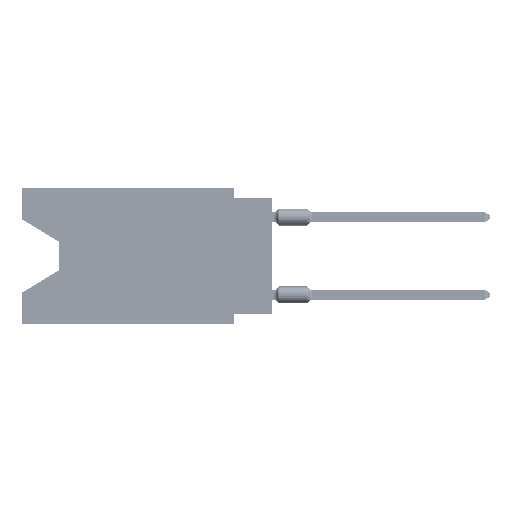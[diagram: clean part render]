
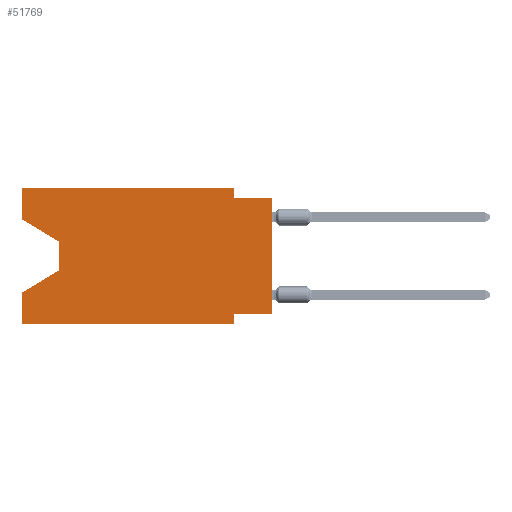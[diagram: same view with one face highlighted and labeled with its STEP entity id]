
A CAD part, left-side view. The second image highlights one B-rep face of the part: STEP entity #51769.
In plain terms, the highlighted planar face has unit normal (-1, 0, 0).
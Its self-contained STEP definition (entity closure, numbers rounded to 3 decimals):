
#1233 = CARTESIAN_POINT ( 'NONE',  ( 0., 13.97, -3.505 ) ) ;
#1552 = EDGE_CURVE ( 'NONE', #43702, #3106, #54547, .T. ) ;
#3106 = VERTEX_POINT ( 'NONE', #37045 ) ;
#4564 = VECTOR ( 'NONE', #11223, 1000. ) ;
#4608 = VERTEX_POINT ( 'NONE', #63891 ) ;
#4702 = DIRECTION ( 'NONE',  ( 0., 0., -1. ) ) ;
#5302 = DIRECTION ( 'NONE',  ( 0., 0., 1. ) ) ;
#5572 = CARTESIAN_POINT ( 'NONE',  ( 0., 0., -8.255 ) ) ;
#6030 = DIRECTION ( 'NONE',  ( 1., 0., 0. ) ) ;
#6909 = EDGE_CURVE ( 'NONE', #35877, #29484, #61897, .T. ) ;
#7491 = CARTESIAN_POINT ( 'NONE',  ( 0., 0., -0.635 ) ) ;
#7683 = CARTESIAN_POINT ( 'NONE',  ( 0., 13.97, -5.385 ) ) ;
#7689 = DIRECTION ( 'NONE',  ( 0., 0., 1. ) ) ;
#10357 = VECTOR ( 'NONE', #5302, 1000. ) ;
#10929 = LINE ( 'NONE', #47534, #16421 ) ;
#11160 = DIRECTION ( 'NONE',  ( 0., 0., -1. ) ) ;
#11223 = DIRECTION ( 'NONE',  ( 0., -1., 0. ) ) ;
#11242 = VERTEX_POINT ( 'NONE', #57609 ) ;
#11257 = ORIENTED_EDGE ( 'NONE', *, *, #64395, .F. ) ;
#11983 = ORIENTED_EDGE ( 'NONE', *, *, #1552, .T. ) ;
#12305 = ORIENTED_EDGE ( 'NONE', *, *, #24949, .T. ) ;
#13055 = VERTEX_POINT ( 'NONE', #7491 ) ;
#14016 = LINE ( 'NONE', #45855, #57863 ) ;
#15670 = DIRECTION ( 'NONE',  ( 0., -0.855, -0.519 ) ) ;
#15996 = ORIENTED_EDGE ( 'NONE', *, *, #51478, .F. ) ;
#16112 = EDGE_CURVE ( 'NONE', #37382, #3106, #14016, .T. ) ;
#16421 = VECTOR ( 'NONE', #26325, 1000. ) ;
#16700 = ORIENTED_EDGE ( 'NONE', *, *, #58802, .F. ) ;
#17459 = EDGE_CURVE ( 'NONE', #58269, #4608, #10929, .T. ) ;
#18154 = DIRECTION ( 'NONE',  ( 0., 0., -1. ) ) ;
#18498 = LINE ( 'NONE', #24325, #58179 ) ;
#18613 = EDGE_CURVE ( 'NONE', #40947, #11242, #18498, .T. ) ;
#21236 = AXIS2_PLACEMENT_3D ( 'NONE', #63173, #6030, #4702 ) ;
#22325 = EDGE_LOOP ( 'NONE', ( #45490, #12305, #11983, #24842, #38916, #46841, #11257, #39168, #16700, #52408, #26216, #15996 ) ) ;
#22940 = CARTESIAN_POINT ( 'NONE',  ( 0., 16.383, 0. ) ) ;
#24309 = DIRECTION ( 'NONE',  ( 0., 0., 1. ) ) ;
#24325 = CARTESIAN_POINT ( 'NONE',  ( 0., 2.54, 0. ) ) ;
#24842 = ORIENTED_EDGE ( 'NONE', *, *, #16112, .F. ) ;
#24949 = EDGE_CURVE ( 'NONE', #29484, #43702, #33036, .T. ) ;
#25348 = VERTEX_POINT ( 'NONE', #22940 ) ;
#25803 = CARTESIAN_POINT ( 'NONE',  ( 0., 16.383, -8.89 ) ) ;
#26216 = ORIENTED_EDGE ( 'NONE', *, *, #50910, .F. ) ;
#26224 = VECTOR ( 'NONE', #11160, 1000. ) ;
#26325 = DIRECTION ( 'NONE',  ( 0., 0., -1. ) ) ;
#27390 = VECTOR ( 'NONE', #15670, 1000. ) ;
#27603 = DIRECTION ( 'NONE',  ( 0., 1., 0. ) ) ;
#28537 = CARTESIAN_POINT ( 'NONE',  ( 0., 2.54, -8.255 ) ) ;
#29201 = CARTESIAN_POINT ( 'NONE',  ( 0., 0., 0. ) ) ;
#29484 = VERTEX_POINT ( 'NONE', #64139 ) ;
#31250 = DIRECTION ( 'NONE',  ( 0., -1., 0. ) ) ;
#31410 = LINE ( 'NONE', #50000, #47417 ) ;
#31627 = LINE ( 'NONE', #52159, #10357 ) ;
#33036 = LINE ( 'NONE', #1233, #26224 ) ;
#35867 = CARTESIAN_POINT ( 'NONE',  ( 0., 16.383, -2.038 ) ) ;
#35877 = VERTEX_POINT ( 'NONE', #58468 ) ;
#36224 = DIRECTION ( 'NONE',  ( 0., -1., 0. ) ) ;
#36859 = CARTESIAN_POINT ( 'NONE',  ( 0., 0., -0.635 ) ) ;
#37045 = CARTESIAN_POINT ( 'NONE',  ( 0., 16.383, -6.852 ) ) ;
#37382 = VERTEX_POINT ( 'NONE', #25803 ) ;
#37530 = VECTOR ( 'NONE', #7689, 1000. ) ;
#38916 = ORIENTED_EDGE ( 'NONE', *, *, #51245, .T. ) ;
#39168 = ORIENTED_EDGE ( 'NONE', *, *, #50700, .T. ) ;
#40947 = VERTEX_POINT ( 'NONE', #63963 ) ;
#42274 = PLANE ( 'NONE',  #21236 ) ;
#42865 = LINE ( 'NONE', #48343, #43012 ) ;
#43012 = VECTOR ( 'NONE', #31250, 1000. ) ;
#43016 = LINE ( 'NONE', #63906, #60609 ) ;
#43702 = VERTEX_POINT ( 'NONE', #66877 ) ;
#45490 = ORIENTED_EDGE ( 'NONE', *, *, #6909, .T. ) ;
#45855 = CARTESIAN_POINT ( 'NONE',  ( 0., 16.383, 0. ) ) ;
#46841 = ORIENTED_EDGE ( 'NONE', *, *, #17459, .F. ) ;
#47417 = VECTOR ( 'NONE', #36224, 1000. ) ;
#47534 = CARTESIAN_POINT ( 'NONE',  ( 0., 2.54, -8.89 ) ) ;
#47892 = VECTOR ( 'NONE', #65169, 1000. ) ;
#48343 = CARTESIAN_POINT ( 'NONE',  ( 0., 16.383, 0. ) ) ;
#50000 = CARTESIAN_POINT ( 'NONE',  ( 0., 16.383, -8.89 ) ) ;
#50700 = EDGE_CURVE ( 'NONE', #56927, #13055, #54553, .T. ) ;
#50910 = EDGE_CURVE ( 'NONE', #25348, #40947, #42865, .T. ) ;
#51245 = EDGE_CURVE ( 'NONE', #37382, #4608, #31410, .T. ) ;
#51478 = EDGE_CURVE ( 'NONE', #35877, #25348, #31627, .T. ) ;
#51562 = FACE_OUTER_BOUND ( 'NONE', #22325, .T. ) ;
#51769 = ADVANCED_FACE ( 'NONE', ( #51562 ), #42274, .F. ) ;
#52159 = CARTESIAN_POINT ( 'NONE',  ( 0., 16.383, 0. ) ) ;
#52408 = ORIENTED_EDGE ( 'NONE', *, *, #18613, .F. ) ;
#54547 = LINE ( 'NONE', #7683, #47892 ) ;
#54553 = LINE ( 'NONE', #29201, #37530 ) ;
#56927 = VERTEX_POINT ( 'NONE', #5572 ) ;
#57609 = CARTESIAN_POINT ( 'NONE',  ( 0., 2.54, -0.635 ) ) ;
#57863 = VECTOR ( 'NONE', #24309, 1000. ) ;
#58096 = LINE ( 'NONE', #36859, #4564 ) ;
#58179 = VECTOR ( 'NONE', #18154, 1000. ) ;
#58269 = VERTEX_POINT ( 'NONE', #28537 ) ;
#58468 = CARTESIAN_POINT ( 'NONE',  ( 0., 16.383, -2.038 ) ) ;
#58802 = EDGE_CURVE ( 'NONE', #11242, #13055, #58096, .T. ) ;
#60609 = VECTOR ( 'NONE', #27603, 1000. ) ;
#61897 = LINE ( 'NONE', #35867, #27390 ) ;
#63173 = CARTESIAN_POINT ( 'NONE',  ( 0., 16.383, 0. ) ) ;
#63891 = CARTESIAN_POINT ( 'NONE',  ( 0., 2.54, -8.89 ) ) ;
#63906 = CARTESIAN_POINT ( 'NONE',  ( 0., 0., -8.255 ) ) ;
#63963 = CARTESIAN_POINT ( 'NONE',  ( 0., 2.54, 0. ) ) ;
#64139 = CARTESIAN_POINT ( 'NONE',  ( 0., 13.97, -3.505 ) ) ;
#64395 = EDGE_CURVE ( 'NONE', #56927, #58269, #43016, .T. ) ;
#65169 = DIRECTION ( 'NONE',  ( 0., 0.855, -0.519 ) ) ;
#66877 = CARTESIAN_POINT ( 'NONE',  ( 0., 13.97, -5.385 ) ) ;
